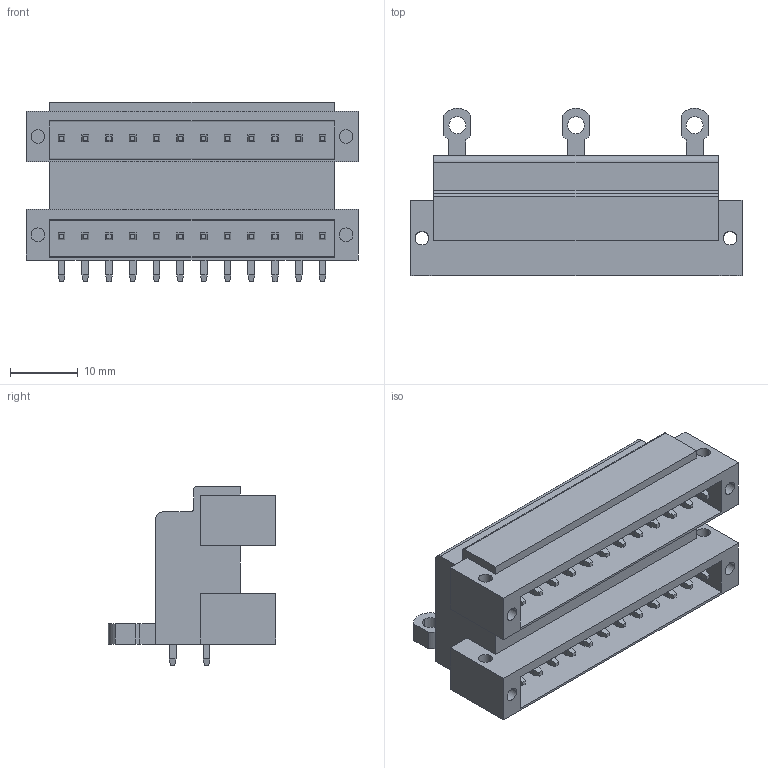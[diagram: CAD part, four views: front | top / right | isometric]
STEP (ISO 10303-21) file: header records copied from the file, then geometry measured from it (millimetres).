
FILE_DESCRIPTION(('CATIA V5 STEP Exchange','CAx-IF Rec.Pracs.--- Model Styling and Organization---1.2---2011-12-15'),'2;1');
FILE_NAME ('D1453973_0_1633910000_1633910000.stp','2018-11-10T05:27:40+00:00',('none'),('Weidmueller'),'CATIA Version 5-6 Release 2014','CATIA V5 STEP AP214','none');
FILE_SCHEMA(('AUTOMOTIVE_DESIGN { 1 0 10303 214 1 1 1 1 }'));
Length unit declared in the file: millimetre
Products named in the file (1): 1633910000
Bounding box: 49 x 24.7 x 26.5 mm (x, y, z)
Volume: 12293.8 mm3; surface area: 11014.3 mm2
Topology: 25 solids, 25 shells, 616 faces, 1488 edges, 928 vertices
Faces by surface type: plane 579, cylinder 37
Entity records: 15472 total; most frequent: ORIENTED_EDGE 2976, CARTESIAN_POINT 2840, DIRECTION 1758, EDGE_CURVE 1488, VECTOR 1222, LINE 1222, VERTEX_POINT 928, EDGE_LOOP 684
